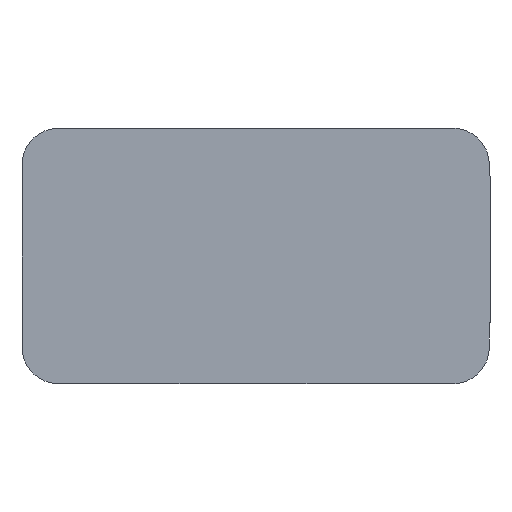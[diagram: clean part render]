
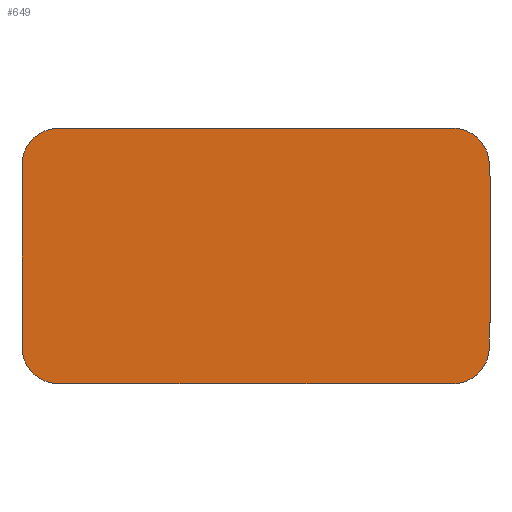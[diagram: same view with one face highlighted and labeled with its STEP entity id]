
A CAD part, front view. The second image highlights one B-rep face of the part: STEP entity #649.
In plain terms, the highlighted planar face has unit normal (0, -1, 0).
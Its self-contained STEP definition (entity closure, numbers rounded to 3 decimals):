
#16=CIRCLE('',#697,5.);
#17=CIRCLE('',#700,5.);
#18=CIRCLE('',#701,5.);
#19=CIRCLE('',#702,5.);
#35=FACE_OUTER_BOUND('',#69,.T.);
#69=EDGE_LOOP('',(#483,#484,#485,#486,#487,#488,#489,#490,#491,#492,#493,
#494,#495,#496));
#129=LINE('',#974,#215);
#134=LINE('',#988,#220);
#140=LINE('',#1001,#226);
#141=LINE('',#1003,#227);
#142=LINE('',#1005,#228);
#143=LINE('',#1009,#229);
#144=LINE('',#1011,#230);
#145=LINE('',#1013,#231);
#146=LINE('',#1015,#232);
#147=LINE('',#1017,#233);
#215=VECTOR('',#779,10.);
#220=VECTOR('',#792,10.);
#226=VECTOR('',#802,10.);
#227=VECTOR('',#803,10.);
#228=VECTOR('',#804,10.);
#229=VECTOR('',#807,10.);
#230=VECTOR('',#808,10.);
#231=VECTOR('',#809,10.);
#232=VECTOR('',#810,10.);
#233=VECTOR('',#811,10.);
#295=VERTEX_POINT('',#971);
#296=VERTEX_POINT('',#973);
#300=VERTEX_POINT('',#983);
#301=VERTEX_POINT('',#987);
#305=VERTEX_POINT('',#998);
#306=VERTEX_POINT('',#1000);
#307=VERTEX_POINT('',#1002);
#308=VERTEX_POINT('',#1004);
#309=VERTEX_POINT('',#1006);
#310=VERTEX_POINT('',#1008);
#311=VERTEX_POINT('',#1010);
#312=VERTEX_POINT('',#1012);
#313=VERTEX_POINT('',#1014);
#314=VERTEX_POINT('',#1016);
#363=EDGE_CURVE('',#295,#296,#129,.T.);
#368=EDGE_CURVE('',#296,#300,#16,.T.);
#370=EDGE_CURVE('',#300,#301,#134,.T.);
#376=EDGE_CURVE('',#305,#295,#17,.T.);
#377=EDGE_CURVE('',#306,#305,#140,.T.);
#378=EDGE_CURVE('',#307,#306,#141,.T.);
#379=EDGE_CURVE('',#308,#307,#142,.T.);
#380=EDGE_CURVE('',#309,#308,#18,.T.);
#381=EDGE_CURVE('',#310,#309,#143,.T.);
#382=EDGE_CURVE('',#310,#311,#144,.T.);
#383=EDGE_CURVE('',#312,#311,#145,.T.);
#384=EDGE_CURVE('',#313,#312,#146,.T.);
#385=EDGE_CURVE('',#314,#313,#147,.T.);
#386=EDGE_CURVE('',#301,#314,#19,.T.);
#483=ORIENTED_EDGE('',*,*,#368,.F.);
#484=ORIENTED_EDGE('',*,*,#363,.F.);
#485=ORIENTED_EDGE('',*,*,#376,.F.);
#486=ORIENTED_EDGE('',*,*,#377,.F.);
#487=ORIENTED_EDGE('',*,*,#378,.F.);
#488=ORIENTED_EDGE('',*,*,#379,.F.);
#489=ORIENTED_EDGE('',*,*,#380,.F.);
#490=ORIENTED_EDGE('',*,*,#381,.F.);
#491=ORIENTED_EDGE('',*,*,#382,.T.);
#492=ORIENTED_EDGE('',*,*,#383,.F.);
#493=ORIENTED_EDGE('',*,*,#384,.F.);
#494=ORIENTED_EDGE('',*,*,#385,.F.);
#495=ORIENTED_EDGE('',*,*,#386,.F.);
#496=ORIENTED_EDGE('',*,*,#370,.F.);
#618=PLANE('',#699);
#649=ADVANCED_FACE('',(#35),#618,.F.);
#697=AXIS2_PLACEMENT_3D('',#984,#787,#788);
#699=AXIS2_PLACEMENT_3D('',#997,#798,#799);
#700=AXIS2_PLACEMENT_3D('',#999,#800,#801);
#701=AXIS2_PLACEMENT_3D('',#1007,#805,#806);
#702=AXIS2_PLACEMENT_3D('',#1018,#812,#813);
#779=DIRECTION('',(0.,0.,1.));
#787=DIRECTION('center_axis',(0.,1.,0.));
#788=DIRECTION('ref_axis',(-0.707,0.,0.707));
#792=DIRECTION('',(1.,0.,0.));
#798=DIRECTION('center_axis',(0.,1.,0.));
#799=DIRECTION('ref_axis',(1.,0.,0.));
#800=DIRECTION('center_axis',(0.,1.,0.));
#801=DIRECTION('ref_axis',(-0.707,0.,-0.707));
#802=DIRECTION('',(-1.,0.,0.));
#803=DIRECTION('',(-1.,0.,0.));
#804=DIRECTION('',(-1.,0.,0.));
#805=DIRECTION('center_axis',(0.,1.,0.));
#806=DIRECTION('ref_axis',(0.707,0.,-0.707));
#807=DIRECTION('',(0.,0.,-1.));
#808=DIRECTION('',(0.958,0.,0.287));
#809=DIRECTION('',(0.,0.,-1.));
#810=DIRECTION('',(0.974,0.,-0.227));
#811=DIRECTION('',(0.,0.,-1.));
#812=DIRECTION('center_axis',(0.,1.,0.));
#813=DIRECTION('ref_axis',(0.707,0.,0.707));
#971=CARTESIAN_POINT('',(0.,0.,-6.));
#973=CARTESIAN_POINT('',(0.,0.,19.));
#974=CARTESIAN_POINT('',(0.,0.,-11.));
#983=CARTESIAN_POINT('',(5.,0.,24.));
#984=CARTESIAN_POINT('Origin',(5.,0.,19.));
#987=CARTESIAN_POINT('',(59.,0.,24.));
#988=CARTESIAN_POINT('',(0.,0.,24.));
#997=CARTESIAN_POINT('Origin',(32.045,0.,6.5));
#998=CARTESIAN_POINT('',(5.,0.,-11.));
#999=CARTESIAN_POINT('Origin',(5.,0.,-6.));
#1000=CARTESIAN_POINT('',(27.,0.,-11.));
#1001=CARTESIAN_POINT('',(64.,0.,-11.));
#1002=CARTESIAN_POINT('',(36.,0.,-11.));
#1003=CARTESIAN_POINT('',(36.,0.,-11.));
#1004=CARTESIAN_POINT('',(59.,0.,-11.));
#1005=CARTESIAN_POINT('',(64.,0.,-11.));
#1006=CARTESIAN_POINT('',(64.,0.,-6.));
#1007=CARTESIAN_POINT('Origin',(59.,0.,-6.));
#1008=CARTESIAN_POINT('',(64.,0.,-2.6));
#1009=CARTESIAN_POINT('',(64.,0.,24.));
#1010=CARTESIAN_POINT('',(64.09,0.,-2.573));
#1011=CARTESIAN_POINT('',(36.,0.,-11.));
#1012=CARTESIAN_POINT('',(64.09,0.,17.446));
#1013=CARTESIAN_POINT('',(64.09,0.,17.446));
#1014=CARTESIAN_POINT('',(64.,0.,17.467));
#1015=CARTESIAN_POINT('',(36.,0.,24.));
#1016=CARTESIAN_POINT('',(64.,0.,19.));
#1017=CARTESIAN_POINT('',(64.,0.,24.));
#1018=CARTESIAN_POINT('Origin',(59.,0.,19.));
